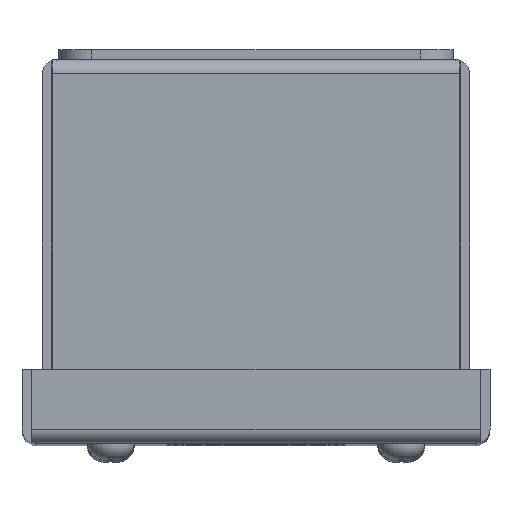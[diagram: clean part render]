
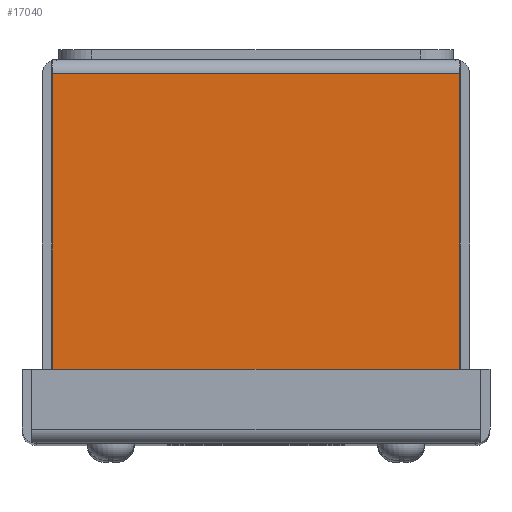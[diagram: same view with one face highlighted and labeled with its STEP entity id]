
A CAD part, top view. The second image highlights one B-rep face of the part: STEP entity #17040.
In plain terms, the highlighted planar face has unit normal (0, 0, 1).
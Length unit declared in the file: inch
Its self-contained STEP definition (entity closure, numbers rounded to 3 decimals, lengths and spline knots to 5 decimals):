
#221 = DIRECTION ( 'NONE',  ( 0., -1., 0. ) ) ;
#1784 = FACE_OUTER_BOUND ( 'NONE', #2280, .T. ) ;
#2280 = EDGE_LOOP ( 'NONE', ( #3603, #18690, #5014, #9091 ) ) ;
#3603 = ORIENTED_EDGE ( 'NONE', *, *, #10039, .F. ) ;
#3995 = VERTEX_POINT ( 'NONE', #17059 ) ;
#4082 = LINE ( 'NONE', #14934, #9743 ) ;
#4143 = DIRECTION ( 'NONE',  ( -1., 0., 0. ) ) ;
#5014 = ORIENTED_EDGE ( 'NONE', *, *, #15894, .F. ) ;
#5289 = EDGE_CURVE ( 'NONE', #16333, #3995, #7992, .T. ) ;
#6241 = CARTESIAN_POINT ( 'NONE',  ( -1.55221, -2.642, 5.125 ) ) ;
#7128 = DIRECTION ( 'NONE',  ( 0., 0., -1. ) ) ;
#7409 = LINE ( 'NONE', #13478, #14260 ) ;
#7992 = LINE ( 'NONE', #15468, #10607 ) ;
#8246 = AXIS2_PLACEMENT_3D ( 'NONE', #17797, #7128, #4143 ) ;
#8490 = CARTESIAN_POINT ( 'NONE',  ( -1.55221, 39.37008, 5.125 ) ) ;
#9091 = ORIENTED_EDGE ( 'NONE', *, *, #13408, .T. ) ;
#9743 = VECTOR ( 'NONE', #10233, 39.37008 ) ;
#10039 = EDGE_CURVE ( 'NONE', #3995, #10548, #4082, .T. ) ;
#10233 = DIRECTION ( 'NONE',  ( -1., 0., 0. ) ) ;
#10548 = VERTEX_POINT ( 'NONE', #6241 ) ;
#10607 = VECTOR ( 'NONE', #221, 39.37008 ) ;
#12007 = DIRECTION ( 'NONE',  ( 1., 0., 0. ) ) ;
#13408 = EDGE_CURVE ( 'NONE', #18571, #10548, #17764, .T. ) ;
#13478 = CARTESIAN_POINT ( 'NONE',  ( -1.517, -0.108, 5.125 ) ) ;
#13991 = CARTESIAN_POINT ( 'NONE',  ( 1.55221, -0.108, 5.125 ) ) ;
#14260 = VECTOR ( 'NONE', #12007, 39.37008 ) ;
#14632 = CARTESIAN_POINT ( 'NONE',  ( -1.55221, -0.108, 5.125 ) ) ;
#14934 = CARTESIAN_POINT ( 'NONE',  ( 10.781, -2.642, 5.125 ) ) ;
#15468 = CARTESIAN_POINT ( 'NONE',  ( 1.55221, 39.37008, 5.125 ) ) ;
#15894 = EDGE_CURVE ( 'NONE', #18571, #16333, #7409, .T. ) ;
#16333 = VERTEX_POINT ( 'NONE', #13991 ) ;
#17040 = ADVANCED_FACE ( 'NONE', ( #1784 ), #17511, .F. ) ;
#17059 = CARTESIAN_POINT ( 'NONE',  ( 1.55221, -2.642, 5.125 ) ) ;
#17107 = VECTOR ( 'NONE', #19468, 39.37008 ) ;
#17511 = PLANE ( 'NONE',  #8246 ) ;
#17764 = LINE ( 'NONE', #8490, #17107 ) ;
#17797 = CARTESIAN_POINT ( 'NONE',  ( 10.781, 0., 5.125 ) ) ;
#18571 = VERTEX_POINT ( 'NONE', #14632 ) ;
#18690 = ORIENTED_EDGE ( 'NONE', *, *, #5289, .F. ) ;
#19468 = DIRECTION ( 'NONE',  ( 0., -1., 0. ) ) ;
